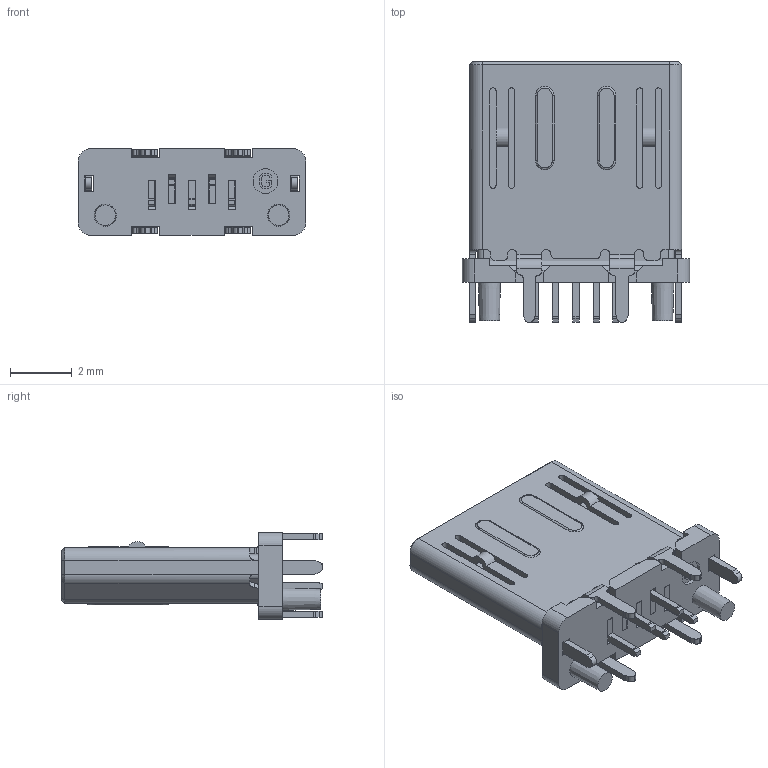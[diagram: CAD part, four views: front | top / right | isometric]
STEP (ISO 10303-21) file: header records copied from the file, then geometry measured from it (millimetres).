
FILE_DESCRIPTION( ( 'STEP AP214' ), '1' );
FILE_NAME( 'USB3150-30-130-A.stp', '2021-09-02T13:26:55', ( 'License CC BY-ND 4.0' ), ( 'CADENAS' ), ' ', 'PARTsolutions', ' ' );
FILE_SCHEMA( ( 'AUTOMOTIVE_DESIGN { 1 0 10303 214 1 1 1 1 }' ) );
Length unit declared in the file: millimetre
Products named in the file (8): USB3150-30-130-A; Imported1; ÒÆ¶¯Ãæ1
Assembly tree (7 placements, depth 2):
  USB3150-30-130-A
    Imported1
    ÒÆ¶¯Ãæ1
    ÒÆ¶¯Ãæ1
    ÒÆ¶¯Ãæ1
    ÒÆ¶¯Ãæ1
    ÒÆ¶¯Ãæ1
    Imported1
Bounding box: 7.35 x 8.43 x 2.8 mm (x, y, z)
Volume: 73.8 mm3; surface area: 481.1 mm2
Topology: 7 solids, 7 shells, 758 faces, 2173 edges, 1430 vertices
Faces by surface type: plane 469, cylinder 273, cone 8, bspline 8
Full cylindrical faces by diameter (mm): 0.8 x1
Entity records: 31312 total; most frequent: CARTESIAN_POINT 5105, ORIENTED_EDGE 4340, DIRECTION 4044, EDGE_CURVE 2170, LINE 1474, VECTOR 1474, VERTEX_POINT 1430, AXIS2_PLACEMENT_3D 1285
